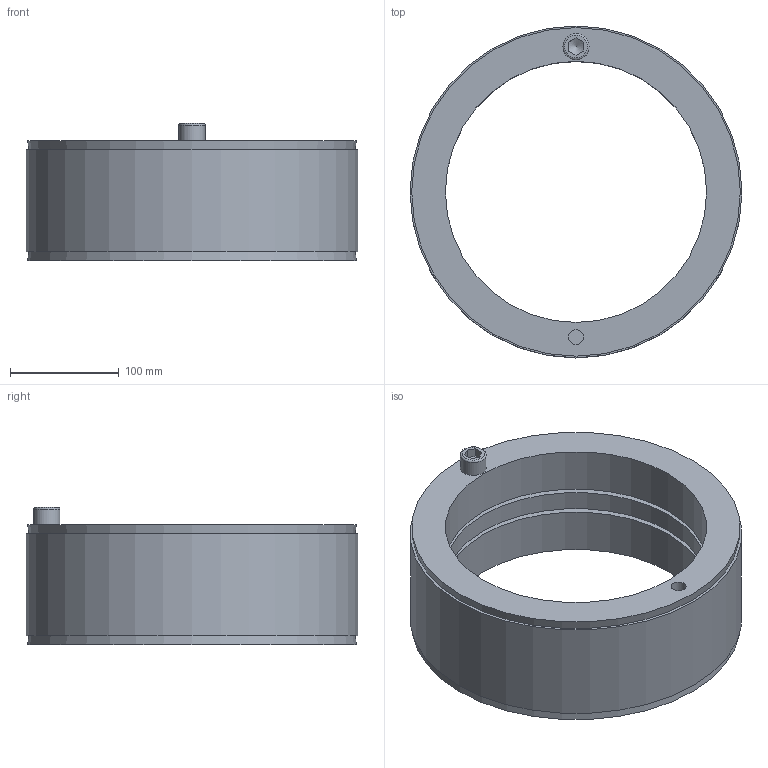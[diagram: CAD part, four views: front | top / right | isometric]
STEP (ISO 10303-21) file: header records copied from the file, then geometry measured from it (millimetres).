
FILE_DESCRIPTION((''),'2;1');
FILE_NAME('DOBIKON 1015-240-305.stp','2011-06-28T10:44:15',('kr'),(''),'Autodesk Inventor 2011','Autodesk Inventor 2011','');
FILE_SCHEMA(('AUTOMOTIVE_DESIGN { 1 0 10303 214 1 1 1 1 }'));
Length unit declared in the file: millimetre
Products named in the file (5): DOBIKON 1015-240-305; Volumenkörper1; Volumenkörper2; Volumenkörper3; DIN 912 - ersetzt durch DIN EN ISO 4762 M16 x 100
Assembly tree (4 placements, depth 2):
  DOBIKON 1015-240-305
    Volumenkörper1
    Volumenkörper2
    Volumenkörper3
    DIN 912 - ersetzt durch DIN EN ISO 4762 M16 x 100
Bounding box: 305 x 305 x 126 mm (x, y, z)
Volume: 2857849.4 mm3; surface area: 472754.4 mm2
Topology: 4 solids, 4 shells, 35 faces, 72 edges, 48 vertices
Faces by surface type: plane 17, cylinder 10, cone 6, torus 2
Full cylindrical faces by diameter (mm): 13.835 x2, 16 x1, 17.5 x2, 24 x1, 240 x3, 305 x1
Entity records: 973 total; most frequent: DIRECTION 162, CARTESIAN_POINT 148, ORIENTED_EDGE 98, AXIS2_PLACEMENT_3D 75, EDGE_LOOP 70, EDGE_CURVE 49, VERTEX_POINT 43, FACE_OUTER_BOUND 35
